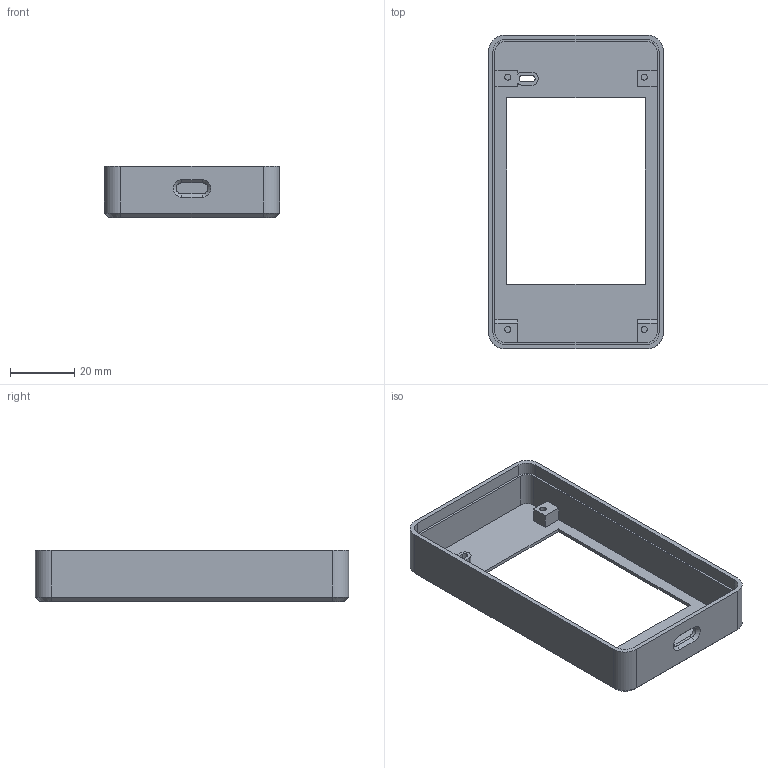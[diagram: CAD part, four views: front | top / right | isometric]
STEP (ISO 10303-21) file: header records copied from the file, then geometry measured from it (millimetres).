
FILE_DESCRIPTION (( 'STEP AP214' ), '1' );
FILE_NAME ('v3_m?t truoc_VN.STEP', '2025-12-06T03:13:55', ( '' ), ( '' ), 'SwSTEP 2.0', 'SolidWorks 2022', '' );
FILE_SCHEMA (( 'AUTOMOTIVE_DESIGN' ));
Length unit declared in the file: millimetre
Products named in the file (1): v3_m?t truoc_VN
Bounding box: 54.4 x 97.4 x 16 mm (x, y, z)
Volume: 11080.3 mm3; surface area: 14799.9 mm2
Topology: 1 solids, 1 shells, 109 faces, 281 edges, 182 vertices
Faces by surface type: plane 69, cylinder 29, cone 9, bspline 2
Entity records: 3353 total; most frequent: CARTESIAN_POINT 599, ORIENTED_EDGE 562, DIRECTION 561, EDGE_CURVE 281, LINE 209, VECTOR 209, VERTEX_POINT 182, AXIS2_PLACEMENT_3D 176
